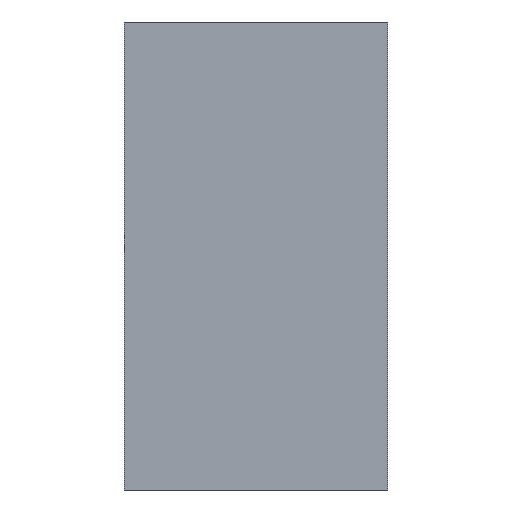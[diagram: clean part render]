
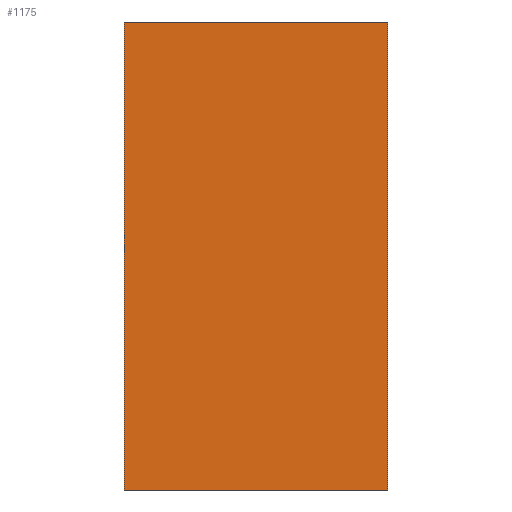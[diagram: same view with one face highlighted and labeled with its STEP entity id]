
A CAD part, left-side view. The second image highlights one B-rep face of the part: STEP entity #1175.
In plain terms, the highlighted planar face has unit normal (-1, 0, 0).
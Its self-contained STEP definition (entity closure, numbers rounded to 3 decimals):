
#1 = CARTESIAN_POINT ( 'NONE',  ( -0.8, 0.45, 0.4 ) ) ;
#14 = VECTOR ( 'NONE', #275, 1000. ) ;
#63 = EDGE_CURVE ( 'NONE', #80, #816, #367, .T. ) ;
#80 = VERTEX_POINT ( 'NONE', #313 ) ;
#94 = EDGE_CURVE ( 'NONE', #489, #816, #565, .T. ) ;
#137 = ORIENTED_EDGE ( 'NONE', *, *, #63, .F. ) ;
#204 = VERTEX_POINT ( 'NONE', #372 ) ;
#272 = CARTESIAN_POINT ( 'NONE',  ( -0.8, 0., -0.4 ) ) ;
#275 = DIRECTION ( 'NONE',  ( 0., 0., 1. ) ) ;
#313 = CARTESIAN_POINT ( 'NONE',  ( -0.8, 0.45, 0.4 ) ) ;
#316 = FACE_OUTER_BOUND ( 'NONE', #1105, .T. ) ;
#324 = VECTOR ( 'NONE', #953, 1000. ) ;
#354 = LINE ( 'NONE', #1, #429 ) ;
#367 = LINE ( 'NONE', #608, #324 ) ;
#372 = CARTESIAN_POINT ( 'NONE',  ( -0.8, 0.45, -0.4 ) ) ;
#427 = EDGE_CURVE ( 'NONE', #204, #80, #354, .T. ) ;
#429 = VECTOR ( 'NONE', #1135, 1000. ) ;
#489 = VERTEX_POINT ( 'NONE', #272 ) ;
#494 = PLANE ( 'NONE',  #648 ) ;
#565 = LINE ( 'NONE', #751, #14 ) ;
#608 = CARTESIAN_POINT ( 'NONE',  ( -0.8, 0.45, 0.4 ) ) ;
#648 = AXIS2_PLACEMENT_3D ( 'NONE', #884, #868, #772 ) ;
#686 = VECTOR ( 'NONE', #822, 1000. ) ;
#689 = ORIENTED_EDGE ( 'NONE', *, *, #427, .F. ) ;
#694 = EDGE_CURVE ( 'NONE', #204, #489, #1035, .T. ) ;
#707 = ORIENTED_EDGE ( 'NONE', *, *, #94, .T. ) ;
#751 = CARTESIAN_POINT ( 'NONE',  ( -0.8, 0., 0.4 ) ) ;
#772 = DIRECTION ( 'NONE',  ( 0., 0., -1. ) ) ;
#816 = VERTEX_POINT ( 'NONE', #873 ) ;
#822 = DIRECTION ( 'NONE',  ( 0., -1., 0. ) ) ;
#868 = DIRECTION ( 'NONE',  ( 1., 0., 0. ) ) ;
#873 = CARTESIAN_POINT ( 'NONE',  ( -0.8, 0., 0.4 ) ) ;
#884 = CARTESIAN_POINT ( 'NONE',  ( -0.8, 0.45, 0.4 ) ) ;
#953 = DIRECTION ( 'NONE',  ( 0., -1., 0. ) ) ;
#960 = ORIENTED_EDGE ( 'NONE', *, *, #694, .T. ) ;
#1035 = LINE ( 'NONE', #1126, #686 ) ;
#1105 = EDGE_LOOP ( 'NONE', ( #707, #137, #689, #960 ) ) ;
#1126 = CARTESIAN_POINT ( 'NONE',  ( -0.8, 0.45, -0.4 ) ) ;
#1135 = DIRECTION ( 'NONE',  ( 0., 0., 1. ) ) ;
#1175 = ADVANCED_FACE ( 'NONE', ( #316 ), #494, .F. ) ;
